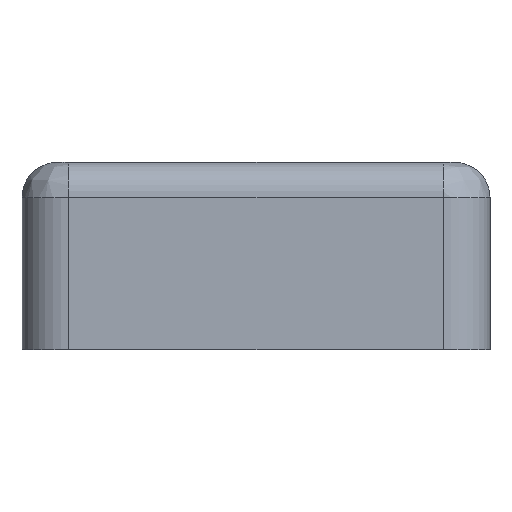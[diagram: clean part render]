
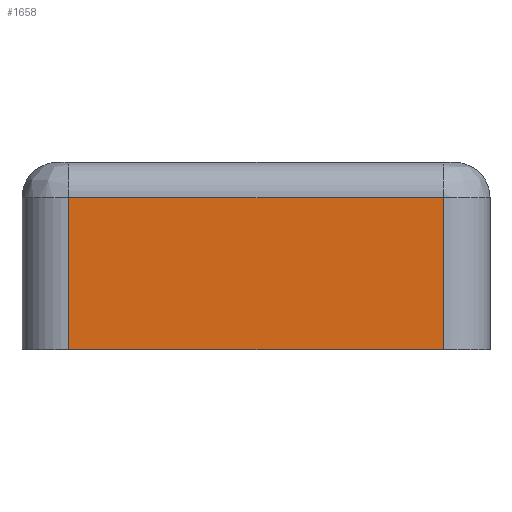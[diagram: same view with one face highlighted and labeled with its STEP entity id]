
A CAD part, left-side view. The second image highlights one B-rep face of the part: STEP entity #1658.
In plain terms, the highlighted planar face has unit normal (-1, 0, 0).
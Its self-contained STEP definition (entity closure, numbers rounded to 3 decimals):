
#219 = EDGE_CURVE ( 'NONE', #4628, #1075, #2096, .T. ) ;
#386 = EDGE_CURVE ( 'NONE', #6488, #4628, #1058, .T. ) ;
#400 = DIRECTION ( 'NONE',  ( 0., 0., 1. ) ) ;
#453 = CARTESIAN_POINT ( 'NONE',  ( -40., -20., 16. ) ) ;
#461 = EDGE_LOOP ( 'NONE', ( #1656, #1722, #3726, #3669 ) ) ;
#472 = PLANE ( 'NONE',  #5917 ) ;
#474 = EDGE_CURVE ( 'NONE', #6172, #6488, #5382, .T. ) ;
#1058 = LINE ( 'NONE', #6465, #2630 ) ;
#1075 = VERTEX_POINT ( 'NONE', #6376 ) ;
#1203 = VECTOR ( 'NONE', #6122, 1000. ) ;
#1656 = ORIENTED_EDGE ( 'NONE', *, *, #4036, .F. ) ;
#1658 = ADVANCED_FACE ( 'NONE', ( #5755 ), #472, .F. ) ;
#1722 = ORIENTED_EDGE ( 'NONE', *, *, #219, .F. ) ;
#1867 = CARTESIAN_POINT ( 'NONE',  ( -40., -16., 13. ) ) ;
#2096 = LINE ( 'NONE', #4886, #2635 ) ;
#2445 = LINE ( 'NONE', #3217, #4784 ) ;
#2630 = VECTOR ( 'NONE', #5454, 1000. ) ;
#2635 = VECTOR ( 'NONE', #400, 1000. ) ;
#2786 = CARTESIAN_POINT ( 'NONE',  ( -40., -16., 0. ) ) ;
#3217 = CARTESIAN_POINT ( 'NONE',  ( -40., -20., 13. ) ) ;
#3669 = ORIENTED_EDGE ( 'NONE', *, *, #474, .F. ) ;
#3726 = ORIENTED_EDGE ( 'NONE', *, *, #386, .F. ) ;
#3772 = DIRECTION ( 'NONE',  ( 0., -1., 0. ) ) ;
#3940 = DIRECTION ( 'NONE',  ( 1., 0., 0. ) ) ;
#4036 = EDGE_CURVE ( 'NONE', #1075, #6172, #2445, .T. ) ;
#4628 = VERTEX_POINT ( 'NONE', #5443 ) ;
#4784 = VECTOR ( 'NONE', #3772, 1000. ) ;
#4886 = CARTESIAN_POINT ( 'NONE',  ( -40., 16., 16. ) ) ;
#4932 = DIRECTION ( 'NONE',  ( 0., 0., -1. ) ) ;
#5382 = LINE ( 'NONE', #5606, #1203 ) ;
#5443 = CARTESIAN_POINT ( 'NONE',  ( -40., 16., 0. ) ) ;
#5454 = DIRECTION ( 'NONE',  ( 0., 1., 0. ) ) ;
#5606 = CARTESIAN_POINT ( 'NONE',  ( -40., -16., 16. ) ) ;
#5755 = FACE_OUTER_BOUND ( 'NONE', #461, .T. ) ;
#5917 = AXIS2_PLACEMENT_3D ( 'NONE', #453, #3940, #4932 ) ;
#6122 = DIRECTION ( 'NONE',  ( 0., 0., -1. ) ) ;
#6172 = VERTEX_POINT ( 'NONE', #1867 ) ;
#6376 = CARTESIAN_POINT ( 'NONE',  ( -40., 16., 13. ) ) ;
#6465 = CARTESIAN_POINT ( 'NONE',  ( -40., -20., 0. ) ) ;
#6488 = VERTEX_POINT ( 'NONE', #2786 ) ;
